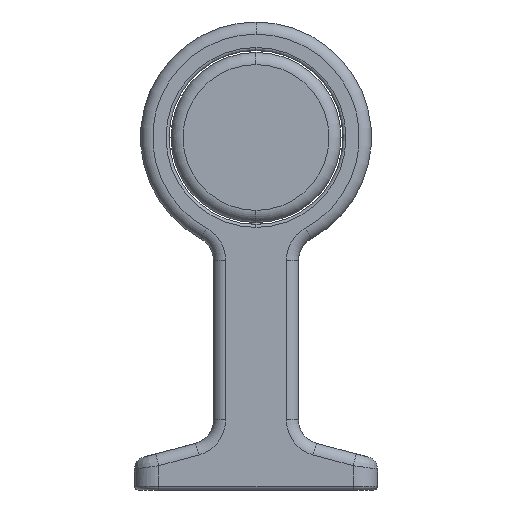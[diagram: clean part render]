
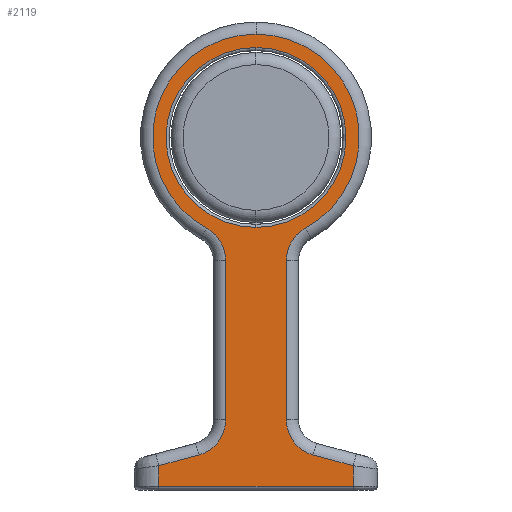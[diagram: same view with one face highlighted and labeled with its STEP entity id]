
A CAD part, left-side view. The second image highlights one B-rep face of the part: STEP entity #2119.
In plain terms, the highlighted planar face has unit normal (-1, 0, 0).
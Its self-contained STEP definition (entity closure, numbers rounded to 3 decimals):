
#2 = ORIENTED_EDGE ( 'NONE', *, *, #2898, .T. ) ;
#94 = DIRECTION ( 'NONE',  ( -1., 0., 0. ) ) ;
#111 = DIRECTION ( 'NONE',  ( 0., 0.966, 0.259 ) ) ;
#114 = VERTEX_POINT ( 'NONE', #4151 ) ;
#183 = CARTESIAN_POINT ( 'NONE',  ( -2888.5, 1719.25, 149.719 ) ) ;
#193 = CARTESIAN_POINT ( 'NONE',  ( -2888.5, 1719.25, 157.119 ) ) ;
#203 = VERTEX_POINT ( 'NONE', #396 ) ;
#249 = CARTESIAN_POINT ( 'NONE',  ( -2888.5, 1719.25, 157.119 ) ) ;
#253 = ORIENTED_EDGE ( 'NONE', *, *, #2045, .T. ) ;
#273 = AXIS2_PLACEMENT_3D ( 'NONE', #3392, #1813, #3133 ) ;
#334 = VERTEX_POINT ( 'NONE', #3362 ) ;
#381 = CARTESIAN_POINT ( 'NONE',  ( -2888.5, 1724.75, 147.019 ) ) ;
#384 = CARTESIAN_POINT ( 'NONE',  ( -2888.5, 1725.464, 133.928 ) ) ;
#396 = CARTESIAN_POINT ( 'NONE',  ( -2888.5, 1721.75, 133.895 ) ) ;
#400 = LINE ( 'NONE', #2053, #1166 ) ;
#417 = ORIENTED_EDGE ( 'NONE', *, *, #3765, .T. ) ;
#441 = EDGE_CURVE ( 'NONE', #2168, #670, #4171, .T. ) ;
#457 = DIRECTION ( 'NONE',  ( 1., 0., 0. ) ) ;
#483 = LINE ( 'NONE', #2478, #2911 ) ;
#503 = LINE ( 'NONE', #1455, #2402 ) ;
#538 = VERTEX_POINT ( 'NONE', #1825 ) ;
#568 = ORIENTED_EDGE ( 'NONE', *, *, #2448, .T. ) ;
#574 = AXIS2_PLACEMENT_3D ( 'NONE', #193, #1776, #3443 ) ;
#577 = ORIENTED_EDGE ( 'NONE', *, *, #441, .T. ) ;
#578 = AXIS2_PLACEMENT_3D ( 'NONE', #2994, #3930, #2018 ) ;
#670 = VERTEX_POINT ( 'NONE', #692 ) ;
#692 = CARTESIAN_POINT ( 'NONE',  ( -2888.5, 1727.25, 128.419 ) ) ;
#696 = CARTESIAN_POINT ( 'NONE',  ( -2888.5, 1719.25, 164.519 ) ) ;
#748 = PLANE ( 'NONE',  #2947 ) ;
#805 = VERTEX_POINT ( 'NONE', #3638 ) ;
#884 = DIRECTION ( 'NONE',  ( -1., 0., 0. ) ) ;
#952 = VERTEX_POINT ( 'NONE', #3423 ) ;
#959 = CARTESIAN_POINT ( 'NONE',  ( -2888.5, 1723.315, 149.654 ) ) ;
#1024 = DIRECTION ( 'NONE',  ( 0., 0., 1. ) ) ;
#1166 = VECTOR ( 'NONE', #3343, 1000. ) ;
#1214 = ORIENTED_EDGE ( 'NONE', *, *, #1652, .T. ) ;
#1226 = CIRCLE ( 'NONE', #4140, 7.4 ) ;
#1283 = EDGE_CURVE ( 'NONE', #2291, #1484, #2610, .T. ) ;
#1323 = EDGE_CURVE ( 'NONE', #3430, #2168, #3596, .T. ) ;
#1340 = VERTEX_POINT ( 'NONE', #696 ) ;
#1357 = DIRECTION ( 'NONE',  ( 1., 0., 0. ) ) ;
#1381 = FACE_BOUND ( 'NONE', #3297, .T. ) ;
#1391 = CARTESIAN_POINT ( 'NONE',  ( -2888.5, 1713.036, 133.928 ) ) ;
#1455 = CARTESIAN_POINT ( 'NONE',  ( -2888.5, 1711.25, 157.119 ) ) ;
#1484 = VERTEX_POINT ( 'NONE', #959 ) ;
#1568 = CIRCLE ( 'NONE', #273, 3. ) ;
#1643 = DIRECTION ( 'NONE',  ( 0., 0., 1. ) ) ;
#1652 = EDGE_CURVE ( 'NONE', #1340, #3725, #3967, .T. ) ;
#1668 = VECTOR ( 'NONE', #111, 1000. ) ;
#1776 = DIRECTION ( 'NONE',  ( 1., 0., 0. ) ) ;
#1779 = EDGE_CURVE ( 'NONE', #1484, #805, #3698, .T. ) ;
#1813 = DIRECTION ( 'NONE',  ( 1., 0., 0. ) ) ;
#1825 = CARTESIAN_POINT ( 'NONE',  ( -2888.5, 1715.185, 149.654 ) ) ;
#1877 = VERTEX_POINT ( 'NONE', #2051 ) ;
#1992 = DIRECTION ( 'NONE',  ( 0., 0., 1. ) ) ;
#2018 = DIRECTION ( 'NONE',  ( 0., 0., 1. ) ) ;
#2038 = CIRCLE ( 'NONE', #2983, 3. ) ;
#2045 = EDGE_CURVE ( 'NONE', #538, #2291, #4036, .T. ) ;
#2051 = CARTESIAN_POINT ( 'NONE',  ( -2888.5, 1716.75, 147.019 ) ) ;
#2053 = CARTESIAN_POINT ( 'NONE',  ( -2888.5, 1721.75, 157.119 ) ) ;
#2119 = ADVANCED_FACE ( 'NONE', ( #1381, #2673 ), #748, .T. ) ;
#2168 = VERTEX_POINT ( 'NONE', #3028 ) ;
#2179 = DIRECTION ( 'NONE',  ( 0., -1., 0. ) ) ;
#2291 = VERTEX_POINT ( 'NONE', #2418 ) ;
#2338 = EDGE_LOOP ( 'NONE', ( #2360, #2, #3496, #3449, #417, #253, #3708, #2441, #3265, #568, #2384, #577, #2488 ) ) ;
#2360 = ORIENTED_EDGE ( 'NONE', *, *, #2519, .T. ) ;
#2384 = ORIENTED_EDGE ( 'NONE', *, *, #1323, .T. ) ;
#2402 = VECTOR ( 'NONE', #3089, 1000. ) ;
#2418 = CARTESIAN_POINT ( 'NONE',  ( -2888.5, 1719.25, 165.619 ) ) ;
#2432 = CARTESIAN_POINT ( 'NONE',  ( -2888.5, 1711.25, 130.12 ) ) ;
#2441 = ORIENTED_EDGE ( 'NONE', *, *, #1779, .T. ) ;
#2448 = EDGE_CURVE ( 'NONE', #203, #3430, #2542, .T. ) ;
#2478 = CARTESIAN_POINT ( 'NONE',  ( -2888.5, 1719.25, 128.419 ) ) ;
#2488 = ORIENTED_EDGE ( 'NONE', *, *, #3819, .T. ) ;
#2519 = EDGE_CURVE ( 'NONE', #114, #2585, #503, .T. ) ;
#2542 = CIRCLE ( 'NONE', #3963, 3. ) ;
#2585 = VERTEX_POINT ( 'NONE', #2432 ) ;
#2610 = CIRCLE ( 'NONE', #3622, 8.5 ) ;
#2673 = FACE_OUTER_BOUND ( 'NONE', #2338, .T. ) ;
#2723 = CARTESIAN_POINT ( 'NONE',  ( -2888.5, 1723.974, 130.997 ) ) ;
#2732 = AXIS2_PLACEMENT_3D ( 'NONE', #381, #3258, #3233 ) ;
#2840 = DIRECTION ( 'NONE',  ( 0., 0., -1. ) ) ;
#2898 = EDGE_CURVE ( 'NONE', #2585, #952, #3950, .T. ) ;
#2911 = VECTOR ( 'NONE', #2179, 1000. ) ;
#2947 = AXIS2_PLACEMENT_3D ( 'NONE', #3351, #94, #1024 ) ;
#2983 = AXIS2_PLACEMENT_3D ( 'NONE', #3927, #3329, #3970 ) ;
#2994 = CARTESIAN_POINT ( 'NONE',  ( -2888.5, 1719.25, 157.119 ) ) ;
#3028 = CARTESIAN_POINT ( 'NONE',  ( -2888.5, 1727.25, 130.12 ) ) ;
#3089 = DIRECTION ( 'NONE',  ( 0., 0., 1. ) ) ;
#3133 = DIRECTION ( 'NONE',  ( 0., 0., 1. ) ) ;
#3148 = DIRECTION ( 'NONE',  ( 0., 0., 1. ) ) ;
#3174 = VECTOR ( 'NONE', #1992, 1000. ) ;
#3233 = DIRECTION ( 'NONE',  ( 0., 0., 1. ) ) ;
#3258 = DIRECTION ( 'NONE',  ( 1., 0., 0. ) ) ;
#3265 = ORIENTED_EDGE ( 'NONE', *, *, #3876, .T. ) ;
#3297 = EDGE_LOOP ( 'NONE', ( #1214, #3665 ) ) ;
#3329 = DIRECTION ( 'NONE',  ( 1., 0., 0. ) ) ;
#3343 = DIRECTION ( 'NONE',  ( 0., 0., -1. ) ) ;
#3344 = LINE ( 'NONE', #3668, #3174 ) ;
#3351 = CARTESIAN_POINT ( 'NONE',  ( -2888.5, 1719.25, 157.119 ) ) ;
#3362 = CARTESIAN_POINT ( 'NONE',  ( -2888.5, 1716.75, 133.895 ) ) ;
#3370 = EDGE_CURVE ( 'NONE', #334, #1877, #3344, .T. ) ;
#3392 = CARTESIAN_POINT ( 'NONE',  ( -2888.5, 1713.75, 147.019 ) ) ;
#3423 = CARTESIAN_POINT ( 'NONE',  ( -2888.5, 1714.526, 130.997 ) ) ;
#3430 = VERTEX_POINT ( 'NONE', #2723 ) ;
#3443 = DIRECTION ( 'NONE',  ( 0., 0., 1. ) ) ;
#3447 = CARTESIAN_POINT ( 'NONE',  ( -2888.5, 1727.25, 157.119 ) ) ;
#3449 = ORIENTED_EDGE ( 'NONE', *, *, #3370, .T. ) ;
#3496 = ORIENTED_EDGE ( 'NONE', *, *, #3664, .T. ) ;
#3574 = DIRECTION ( 'NONE',  ( 0., 0.966, -0.259 ) ) ;
#3596 = LINE ( 'NONE', #1391, #4038 ) ;
#3622 = AXIS2_PLACEMENT_3D ( 'NONE', #249, #884, #3148 ) ;
#3638 = CARTESIAN_POINT ( 'NONE',  ( -2888.5, 1721.75, 147.019 ) ) ;
#3664 = EDGE_CURVE ( 'NONE', #952, #334, #2038, .T. ) ;
#3665 = ORIENTED_EDGE ( 'NONE', *, *, #4025, .T. ) ;
#3668 = CARTESIAN_POINT ( 'NONE',  ( -2888.5, 1716.75, 157.119 ) ) ;
#3698 = CIRCLE ( 'NONE', #2732, 3. ) ;
#3708 = ORIENTED_EDGE ( 'NONE', *, *, #1283, .T. ) ;
#3725 = VERTEX_POINT ( 'NONE', #183 ) ;
#3765 = EDGE_CURVE ( 'NONE', #1877, #538, #1568, .T. ) ;
#3819 = EDGE_CURVE ( 'NONE', #670, #114, #483, .T. ) ;
#3876 = EDGE_CURVE ( 'NONE', #805, #203, #400, .T. ) ;
#3926 = CARTESIAN_POINT ( 'NONE',  ( -2888.5, 1724.75, 133.895 ) ) ;
#3927 = CARTESIAN_POINT ( 'NONE',  ( -2888.5, 1713.75, 133.895 ) ) ;
#3930 = DIRECTION ( 'NONE',  ( -1., 0., 0. ) ) ;
#3934 = VECTOR ( 'NONE', #2840, 1000. ) ;
#3950 = LINE ( 'NONE', #384, #1668 ) ;
#3963 = AXIS2_PLACEMENT_3D ( 'NONE', #3926, #1357, #1643 ) ;
#3967 = CIRCLE ( 'NONE', #574, 7.4 ) ;
#3970 = DIRECTION ( 'NONE',  ( 0., 0., 1. ) ) ;
#4025 = EDGE_CURVE ( 'NONE', #3725, #1340, #1226, .T. ) ;
#4036 = CIRCLE ( 'NONE', #578, 8.5 ) ;
#4038 = VECTOR ( 'NONE', #3574, 1000. ) ;
#4046 = DIRECTION ( 'NONE',  ( 0., 0., 1. ) ) ;
#4091 = CARTESIAN_POINT ( 'NONE',  ( -2888.5, 1719.25, 157.119 ) ) ;
#4140 = AXIS2_PLACEMENT_3D ( 'NONE', #4091, #457, #4046 ) ;
#4151 = CARTESIAN_POINT ( 'NONE',  ( -2888.5, 1711.25, 128.419 ) ) ;
#4171 = LINE ( 'NONE', #3447, #3934 ) ;
